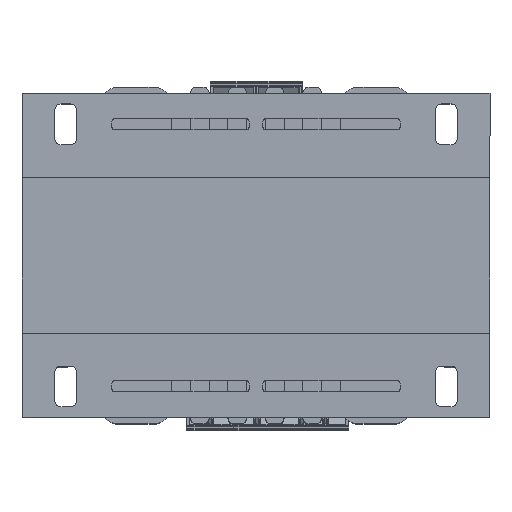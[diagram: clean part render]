
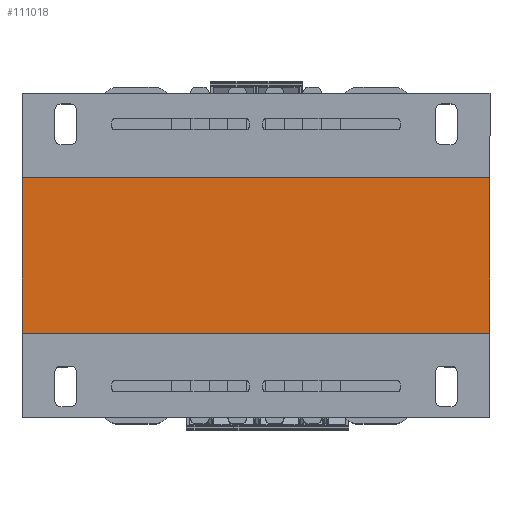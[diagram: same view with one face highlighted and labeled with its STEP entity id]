
A CAD part, top view. The second image highlights one B-rep face of the part: STEP entity #111018.
In plain terms, the highlighted planar face has unit normal (0, 0, 1).
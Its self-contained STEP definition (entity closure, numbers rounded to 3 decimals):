
#9006=FACE_OUTER_BOUND('',#14668,.T.);
#14668=EDGE_LOOP('',(#74672,#74673,#74674,#74675));
#20563=LINE('',#152741,#34481);
#20585=LINE('',#152793,#34503);
#20588=LINE('',#152799,#34506);
#20589=LINE('',#152800,#34507);
#34481=VECTOR('',#124262,10.);
#34503=VECTOR('',#124302,1.);
#34506=VECTOR('',#124307,1.);
#34507=VECTOR('',#124308,1.);
#48399=VERTEX_POINT('',#152739);
#48400=VERTEX_POINT('',#152740);
#48421=VERTEX_POINT('',#152792);
#48423=VERTEX_POINT('',#152798);
#58748=EDGE_CURVE('',#48399,#48400,#20563,.T.);
#58774=EDGE_CURVE('',#48400,#48421,#20585,.T.);
#58777=EDGE_CURVE('',#48399,#48423,#20588,.T.);
#58778=EDGE_CURVE('',#48423,#48421,#20589,.T.);
#74672=ORIENTED_EDGE('',*,*,#58748,.F.);
#74673=ORIENTED_EDGE('',*,*,#58777,.T.);
#74674=ORIENTED_EDGE('',*,*,#58778,.T.);
#74675=ORIENTED_EDGE('',*,*,#58774,.F.);
#106418=PLANE('',#116987);
#111018=ADVANCED_FACE('',(#9006),#106418,.T.);
#116987=AXIS2_PLACEMENT_3D('',#152797,#124305,#124306);
#124262=DIRECTION('',(1.,0.,0.));
#124302=DIRECTION('',(0.,-1.,0.));
#124305=DIRECTION('center_axis',(0.,0.,1.));
#124306=DIRECTION('ref_axis',(0.,-1.,0.));
#124307=DIRECTION('',(0.,-1.,0.));
#124308=DIRECTION('',(1.,0.,0.));
#152739=CARTESIAN_POINT('',(615.285,-284.691,87.5));
#152740=CARTESIAN_POINT('',(765.285,-284.691,87.5));
#152741=CARTESIAN_POINT('',(652.785,-284.691,87.5));
#152792=CARTESIAN_POINT('',(765.285,-334.691,87.5));
#152793=CARTESIAN_POINT('',(765.285,-234.691,87.5));
#152797=CARTESIAN_POINT('Origin',(615.285,-234.691,87.5));
#152798=CARTESIAN_POINT('',(615.285,-334.691,87.5));
#152799=CARTESIAN_POINT('',(615.285,-234.691,87.5));
#152800=CARTESIAN_POINT('',(765.285,-334.691,87.5));
